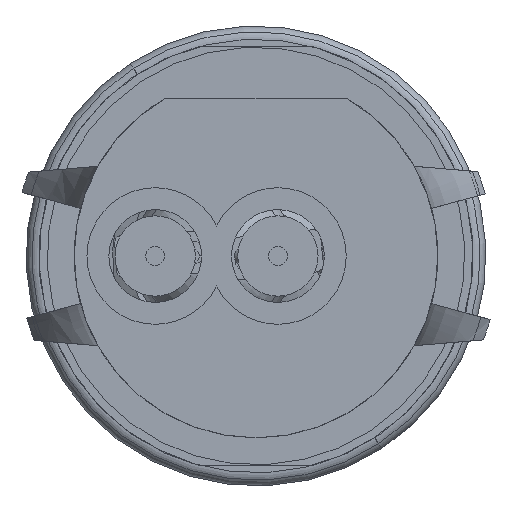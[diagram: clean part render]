
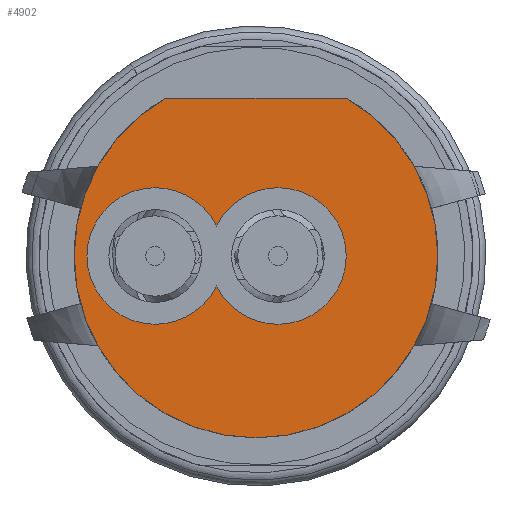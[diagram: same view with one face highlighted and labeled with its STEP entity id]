
A CAD part, front view. The second image highlights one B-rep face of the part: STEP entity #4902.
In plain terms, the highlighted planar face has unit normal (0, -1, 0).
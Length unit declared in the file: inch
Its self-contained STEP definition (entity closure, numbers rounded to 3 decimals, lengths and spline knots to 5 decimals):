
#89 = ORIENTED_EDGE ( 'NONE', *, *, #3771, .F. ) ;
#98 = EDGE_LOOP ( 'NONE', ( #9921, #1676, #5637, #89, #2759, #3215 ) ) ;
#182 = DIRECTION ( 'NONE',  ( 0., 0., -1. ) ) ;
#216 = CARTESIAN_POINT ( 'NONE',  ( 0.03, -0.83, 0. ) ) ;
#658 = EDGE_CURVE ( 'NONE', #4972, #7530, #10284, .T. ) ;
#829 = CARTESIAN_POINT ( 'NONE',  ( -0.12387, -0.83, 0.216 ) ) ;
#1022 = DIRECTION ( 'NONE',  ( 0., 0., -1. ) ) ;
#1079 = CARTESIAN_POINT ( 'NONE',  ( -0.138, -0.83, -0.0935 ) ) ;
#1398 = VERTEX_POINT ( 'NONE', #5008 ) ;
#1429 = VERTEX_POINT ( 'NONE', #6618 ) ;
#1676 = ORIENTED_EDGE ( 'NONE', *, *, #5045, .F. ) ;
#1678 = CARTESIAN_POINT ( 'NONE',  ( 0.12387, -0.83, 0.216 ) ) ;
#2076 = CARTESIAN_POINT ( 'NONE',  ( -0.138, -0.83, 0. ) ) ;
#2094 = DIRECTION ( 'NONE',  ( 0., -1., 0. ) ) ;
#2140 = VERTEX_POINT ( 'NONE', #7341 ) ;
#2317 = CIRCLE ( 'NONE', #10267, 0.0935 ) ;
#2368 = EDGE_CURVE ( 'NONE', #1398, #2140, #2317, .T. ) ;
#2372 = DIRECTION ( 'NONE',  ( 0., 0., 1. ) ) ;
#2759 = ORIENTED_EDGE ( 'NONE', *, *, #4080, .F. ) ;
#2870 = DIRECTION ( 'NONE',  ( 0., 0., -1. ) ) ;
#3215 = ORIENTED_EDGE ( 'NONE', *, *, #9648, .F. ) ;
#3320 = CARTESIAN_POINT ( 'NONE',  ( -0.054, -0.83, 0.04106 ) ) ;
#3392 = DIRECTION ( 'NONE',  ( 0., -1., 0. ) ) ;
#3655 = CARTESIAN_POINT ( 'NONE',  ( 0., -0.83, 0. ) ) ;
#3771 = EDGE_CURVE ( 'NONE', #1429, #1398, #7884, .T. ) ;
#4002 = DIRECTION ( 'NONE',  ( 1., 0., 0. ) ) ;
#4080 = EDGE_CURVE ( 'NONE', #8777, #1429, #6170, .T. ) ;
#4234 = DIRECTION ( 'NONE',  ( 0., -1., 0. ) ) ;
#4460 = DIRECTION ( 'NONE',  ( 0., 0., 1. ) ) ;
#4487 = EDGE_CURVE ( 'NONE', #7530, #4972, #6653, .T. ) ;
#4548 = VECTOR ( 'NONE', #4002, 39.37008 ) ;
#4617 = EDGE_CURVE ( 'NONE', #8663, #5402, #9856, .T. ) ;
#4714 = CARTESIAN_POINT ( 'NONE',  ( -0.138, -0.83, 0.0935 ) ) ;
#4755 = AXIS2_PLACEMENT_3D ( 'NONE', #8957, #4234, #9758 ) ;
#4767 = AXIS2_PLACEMENT_3D ( 'NONE', #3655, #8392, #4460 ) ;
#4902 = ADVANCED_FACE ( 'NONE', ( #7858, #9714 ), #6323, .F. ) ;
#4932 = DIRECTION ( 'NONE',  ( 0., -1., 0. ) ) ;
#4972 = VERTEX_POINT ( 'NONE', #1678 ) ;
#5008 = CARTESIAN_POINT ( 'NONE',  ( 0.03, -0.83, -0.0935 ) ) ;
#5045 = EDGE_CURVE ( 'NONE', #2140, #8663, #8721, .T. ) ;
#5163 = CARTESIAN_POINT ( 'NONE',  ( -0.12387, -0.83, 0.216 ) ) ;
#5402 = VERTEX_POINT ( 'NONE', #4714 ) ;
#5450 = AXIS2_PLACEMENT_3D ( 'NONE', #216, #5754, #1022 ) ;
#5517 = CARTESIAN_POINT ( 'NONE',  ( 0., -0.83, 0. ) ) ;
#5637 = ORIENTED_EDGE ( 'NONE', *, *, #2368, .F. ) ;
#5724 = EDGE_LOOP ( 'NONE', ( #7222, #6135 ) ) ;
#5754 = DIRECTION ( 'NONE',  ( 0., -1., 0. ) ) ;
#6047 = AXIS2_PLACEMENT_3D ( 'NONE', #8130, #3392, #8921 ) ;
#6135 = ORIENTED_EDGE ( 'NONE', *, *, #658, .F. ) ;
#6170 = CIRCLE ( 'NONE', #4755, 0.0935 ) ;
#6323 = PLANE ( 'NONE',  #9881 ) ;
#6374 = AXIS2_PLACEMENT_3D ( 'NONE', #9660, #4932, #182 ) ;
#6618 = CARTESIAN_POINT ( 'NONE',  ( -0.054, -0.83, -0.04106 ) ) ;
#6653 = LINE ( 'NONE', #829, #4548 ) ;
#6837 = CARTESIAN_POINT ( 'NONE',  ( 0.03, -0.83, 0. ) ) ;
#7116 = DIRECTION ( 'NONE',  ( 0., 1., 0. ) ) ;
#7222 = ORIENTED_EDGE ( 'NONE', *, *, #4487, .F. ) ;
#7341 = CARTESIAN_POINT ( 'NONE',  ( 0.03, -0.83, 0.0935 ) ) ;
#7530 = VERTEX_POINT ( 'NONE', #5163 ) ;
#7604 = DIRECTION ( 'NONE',  ( 0., -1., 0. ) ) ;
#7615 = DIRECTION ( 'NONE',  ( 0., 0., -1. ) ) ;
#7858 = FACE_OUTER_BOUND ( 'NONE', #5724, .T. ) ;
#7884 = CIRCLE ( 'NONE', #6047, 0.0935 ) ;
#8130 = CARTESIAN_POINT ( 'NONE',  ( 0.03, -0.83, 0. ) ) ;
#8392 = DIRECTION ( 'NONE',  ( 0., 1., 0. ) ) ;
#8662 = CIRCLE ( 'NONE', #6374, 0.0935 ) ;
#8663 = VERTEX_POINT ( 'NONE', #3320 ) ;
#8721 = CIRCLE ( 'NONE', #5450, 0.0935 ) ;
#8777 = VERTEX_POINT ( 'NONE', #1079 ) ;
#8921 = DIRECTION ( 'NONE',  ( 0., 0., -1. ) ) ;
#8957 = CARTESIAN_POINT ( 'NONE',  ( -0.138, -0.83, 0. ) ) ;
#9521 = AXIS2_PLACEMENT_3D ( 'NONE', #2076, #7604, #2870 ) ;
#9648 = EDGE_CURVE ( 'NONE', #5402, #8777, #8662, .T. ) ;
#9660 = CARTESIAN_POINT ( 'NONE',  ( -0.138, -0.83, 0. ) ) ;
#9714 = FACE_BOUND ( 'NONE', #98, .T. ) ;
#9758 = DIRECTION ( 'NONE',  ( 0., 0., -1. ) ) ;
#9856 = CIRCLE ( 'NONE', #9521, 0.0935 ) ;
#9881 = AXIS2_PLACEMENT_3D ( 'NONE', #5517, #7116, #2372 ) ;
#9921 = ORIENTED_EDGE ( 'NONE', *, *, #4617, .F. ) ;
#10267 = AXIS2_PLACEMENT_3D ( 'NONE', #6837, #2094, #7615 ) ;
#10284 = CIRCLE ( 'NONE', #4767, 0.249 ) ;
